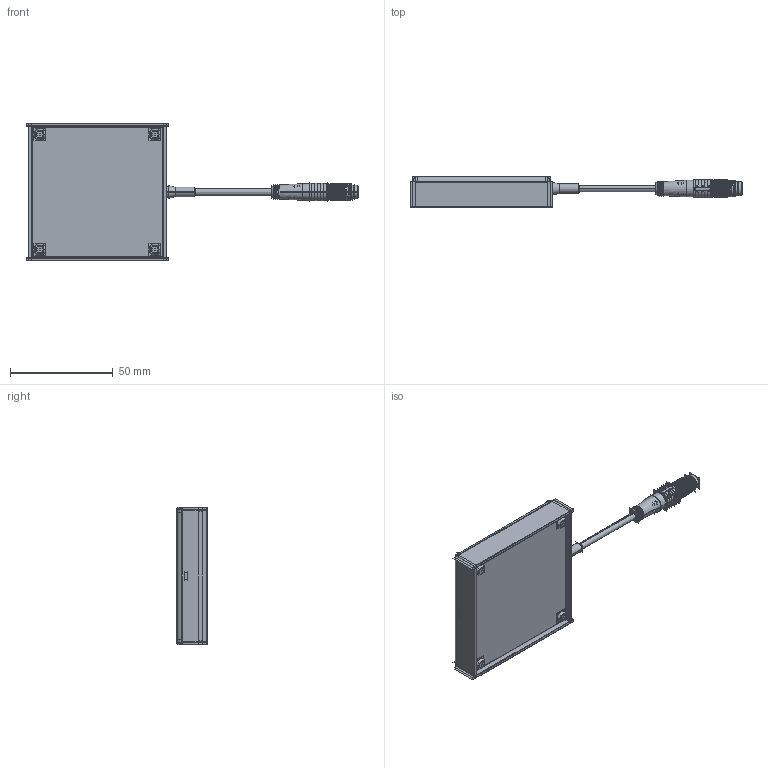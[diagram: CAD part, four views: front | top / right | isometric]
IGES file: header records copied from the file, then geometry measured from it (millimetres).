
Start section:  PTC IGES file: 192825.igs
Global section: file name: 192825.igs; native system: Creo Parametric by Parametric Technology Corporation; preprocessor: 2013230; author: pdmadmin; organization: Unknown; date: 20160121.121311; units: millimetre
Bounding box: 161.32 x 15 x 67.01 mm (x, y, z)
Volume: 18489.3 mm3; surface area: 224966.9 mm2
Topology: 27 solids, 27 shells, 4876 faces, 25244 edges, 31556 vertices
Faces by surface type: bspline 3030, revolution 1846
